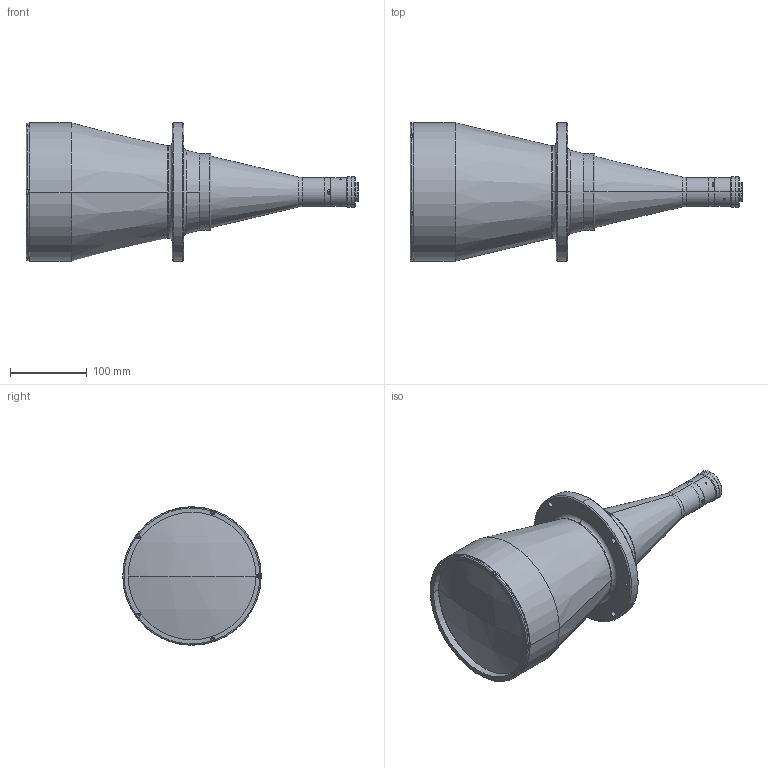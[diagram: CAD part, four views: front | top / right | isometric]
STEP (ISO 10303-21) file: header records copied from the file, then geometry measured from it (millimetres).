
FILE_DESCRIPTION (( 'STEP AP203' ), '1' );
FILE_NAME ('TC1MHR120-C.step', '2018-11-28T08:43:48', ( '' ), ( '' ), 'SwSTEP 2.0', 'SolidWorks 2018', '' );
FILE_SCHEMA (( 'CONFIG_CONTROL_DESIGN' ));
Length unit declared in the file: millimetre
Products named in the file (1): TC1MHR120-C
Bounding box: 431.82 x 180 x 180 mm (x, y, z)
Surface area: 228514.7 mm2 (no closed solid volume)
Topology: 0 solids, 19 shells, 209 faces, 587 edges, 399 vertices
Faces by surface type: cylinder 83, plane 75, torus 29, cone 20, sphere 2
Entity records: 7262 total; most frequent: CARTESIAN_POINT 1556, DIRECTION 1292, ORIENTED_EDGE 1021, EDGE_CURVE 587, AXIS2_PLACEMENT_3D 517, VERTEX_POINT 399, CIRCLE 307, EDGE_LOOP 264
